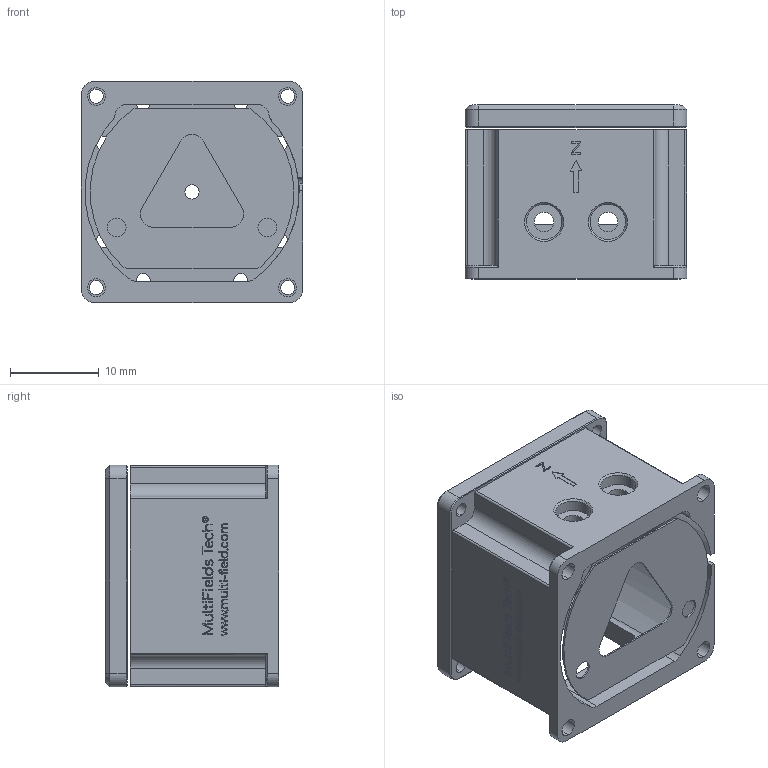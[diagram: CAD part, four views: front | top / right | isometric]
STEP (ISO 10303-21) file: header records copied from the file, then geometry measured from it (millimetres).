
FILE_DESCRIPTION (( 'STEP AP214' ), '1' );
FILE_NAME ('Linear25-Z_web - EndUser_May24.STEP', '2023-06-21T15:40:23', ( '' ), ( '' ), 'SwSTEP 2.0', 'SolidWorks 2020', '' );
FILE_SCHEMA (( 'AUTOMOTIVE_DESIGN' ));
Length unit declared in the file: millimetre
Products named in the file (1): Linear25-Z_web - EndUser_May24
Bounding box: 25 x 19.6 x 25 mm (x, y, z)
Volume: 3787.8 mm3; surface area: 5359.1 mm2
Topology: 3 solids, 3 shells, 1282 faces, 3600 edges, 2388 vertices
Faces by surface type: bspline 853, plane 320, cylinder 93, cone 16
Entity records: 60979 total; most frequent: CARTESIAN_POINT 19434, ORIENTED_EDGE 7200, EDGE_CURVE 3600, DIRECTION 2933, VERTEX_POINT 2388, B_SPLINE_CURVE_WITH_KNOTS 1712, LINE 1687, VECTOR 1687
